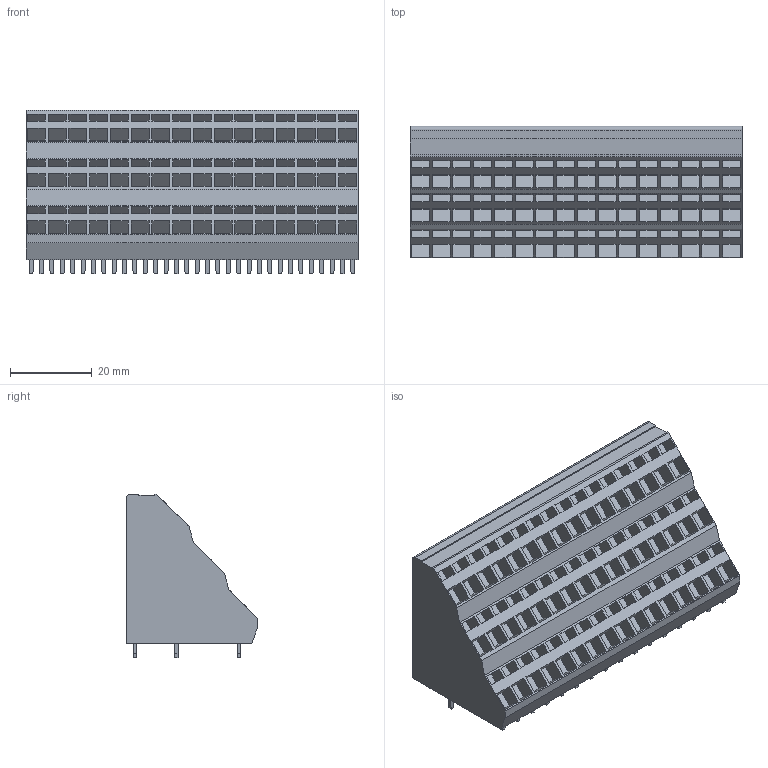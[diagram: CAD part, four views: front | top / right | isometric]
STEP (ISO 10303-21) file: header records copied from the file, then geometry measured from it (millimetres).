
FILE_DESCRIPTION(('CATIA V5 STEP Exchange','CAx-IF Rec.Pracs.--- Model Styling and Organization---1.2---2011-12-15'),'2;1');
FILE_NAME ('D1455575_0_1758050000_1758050000.stp','2018-09-06T17:39:01+00:00',('none'),('Weidmueller'),'CATIA Version 5-6 Release 2014','CATIA V5 STEP AP214','none');
FILE_SCHEMA(('AUTOMOTIVE_DESIGN { 1 0 10303 214 1 1 1 1 }'));
Length unit declared in the file: millimetre
Products named in the file (1): 1758050000
Bounding box: 81.28 x 32.2 x 40.1 mm (x, y, z)
Volume: 59731.8 mm3; surface area: 17851.7 mm2
Topology: 49 solids, 49 shells, 881 faces, 2253 edges, 1566 vertices
Faces by surface type: plane 880, cylinder 1
Entity records: 23369 total; most frequent: ORIENTED_EDGE 4506, CARTESIAN_POINT 4110, DIRECTION 2833, EDGE_CURVE 2253, VECTOR 2251, LINE 2251, VERTEX_POINT 1566, EDGE_LOOP 977
